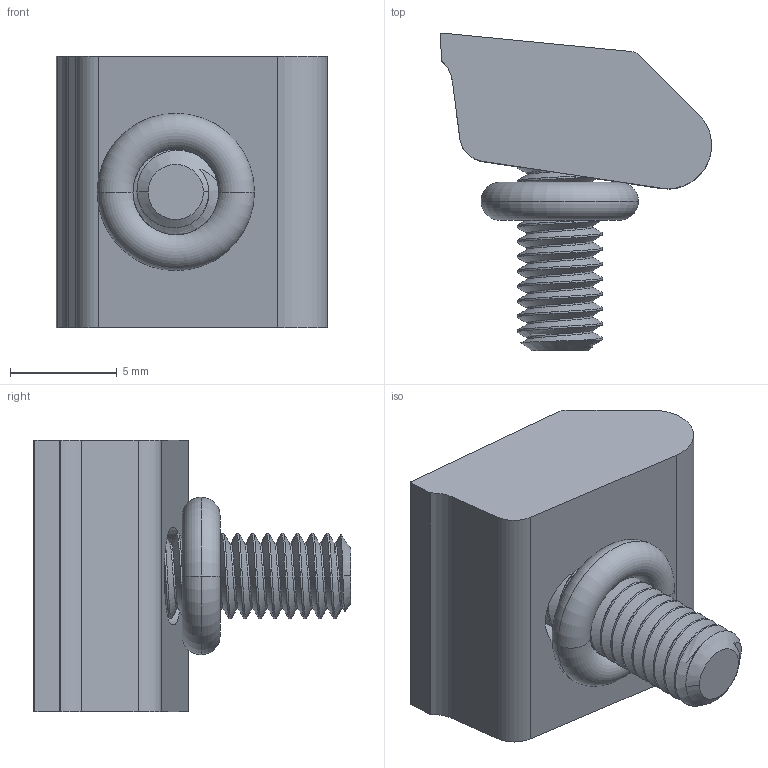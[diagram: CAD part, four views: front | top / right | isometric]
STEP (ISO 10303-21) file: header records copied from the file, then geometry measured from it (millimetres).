
FILE_DESCRIPTION (( 'STEP AP203' ), '1' );
FILE_NAME ('MiteeBite-56040.step', '2014-08-06T21:27:35', ( 'Windows User' ), ( '' ), 'SwSTEP 2.0', 'SolidWorks 2014', '' );
FILE_SCHEMA (( 'CONFIG_CONTROL_DESIGN' ));
Length unit declared in the file: millimetre
Products named in the file (4): MiteeBite-56040_SW3dPS-56040_26040; MiteeBite-56040_SW3dPS-56040_oring; MiteeBite-56040_SW3dPS-56040_M4x12 BHCS; MiteeBite-56040
Assembly tree (3 placements, depth 2):
  MiteeBite-56040
    MiteeBite-56040_SW3dPS-56040_26040
    MiteeBite-56040_SW3dPS-56040_oring
    MiteeBite-56040_SW3dPS-56040_M4x12 BHCS
Bounding box: 12.69 x 14.86 x 12.7 mm (x, y, z)
Volume: 876.2 mm3; surface area: 1093.6 mm2
Topology: 3 solids, 3 shells, 121 faces, 340 edges, 224 vertices
Faces by surface type: cylinder 83, plane 21, cone 9, torus 4, bspline 4
Entity records: 7096 total; most frequent: CARTESIAN_POINT 3946, ORIENTED_EDGE 680, DIRECTION 460, EDGE_CURVE 340, VERTEX_POINT 224, AXIS2_PLACEMENT_3D 168, LINE 124, VECTOR 124
